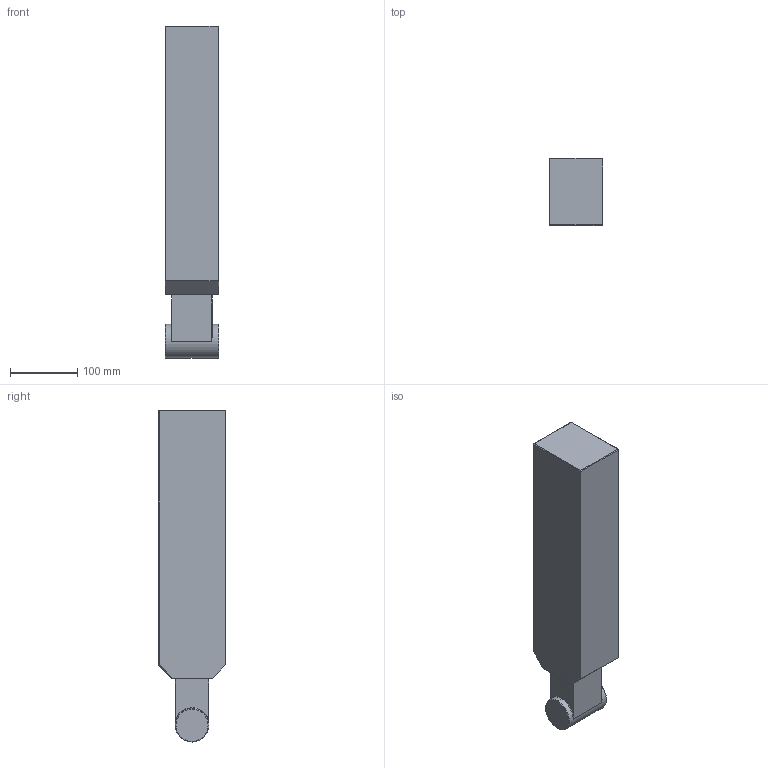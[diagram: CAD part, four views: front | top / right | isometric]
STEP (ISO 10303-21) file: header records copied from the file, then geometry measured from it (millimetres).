
FILE_DESCRIPTION (( 'STEP AP214' ), '1' );
FILE_NAME ('Base.STEP', '2019-10-09T06:27:15', ( '' ), ( '' ), 'SwSTEP 2.0', 'SolidWorks 2017', '' );
FILE_SCHEMA (( 'AUTOMOTIVE_DESIGN' ));
Length unit declared in the file: inch
Products named in the file (1): Base
Bounding box: 80 x 100 x 495 mm (x, y, z)
Volume: 3475785.1 mm3; surface area: 178458.7 mm2
Topology: 1 solids, 1 shells, 54 faces, 123 edges, 64 vertices
Faces by surface type: cylinder 22, plane 14, torus 9, sphere 6, bspline 3
Entity records: 1606 total; most frequent: CARTESIAN_POINT 418, DIRECTION 257, ORIENTED_EDGE 230, EDGE_CURVE 115, AXIS2_PLACEMENT_3D 103, VERTEX_POINT 64, EDGE_LOOP 55, ADVANCED_FACE 54
